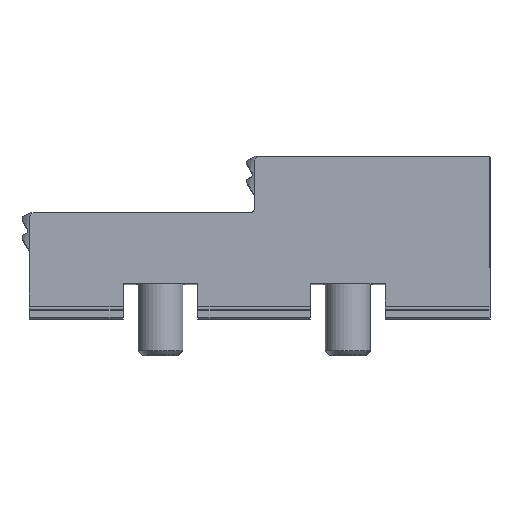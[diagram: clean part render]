
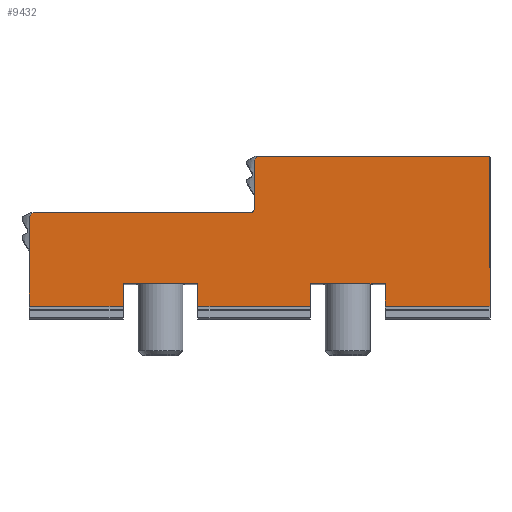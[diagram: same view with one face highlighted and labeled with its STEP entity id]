
A CAD part, top view. The second image highlights one B-rep face of the part: STEP entity #9432.
In plain terms, the highlighted planar face has unit normal (0, 0, 1).
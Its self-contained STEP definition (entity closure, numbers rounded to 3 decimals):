
#6668=CARTESIAN_POINT('',(59.,25.,160.0));
#6669=VERTEX_POINT('',#6668);
#6676=CARTESIAN_POINT('',(60.,26.,160.0));
#6677=VERTEX_POINT('',#6676);
#6678=CARTESIAN_POINT('',(59.,26.,160.0));
#6679=DIRECTION('',(0.0,0.0,1.0));
#6680=DIRECTION('',(0.707,-0.707,0.0));
#6681=AXIS2_PLACEMENT_3D('',#6678,#6679,#6680);
#6682=CIRCLE('',#6681,1.0);
#6683=EDGE_CURVE('',#6669,#6677,#6682,.T.);
#6808=CARTESIAN_POINT('',(1.,25.0,160.0));
#6809=VERTEX_POINT('',#6808);
#6816=CARTESIAN_POINT('',(1.0,25.0,160.0));
#6817=DIRECTION('',(1.0,0.0,0.0));
#6818=VECTOR('',#6817,58.0);
#6819=LINE('',#6816,#6818);
#6820=EDGE_CURVE('',#6809,#6669,#6819,.T.);
#7061=CARTESIAN_POINT('',(61.,40.,160.0));
#7062=VERTEX_POINT('',#7061);
#7069=CARTESIAN_POINT('',(123.,40.,160.0));
#7070=VERTEX_POINT('',#7069);
#7071=CARTESIAN_POINT('',(123.,40.,160.0));
#7072=DIRECTION('',(-1.0,0.0,0.0));
#7073=VECTOR('',#7072,62.);
#7074=LINE('',#7071,#7073);
#7075=EDGE_CURVE('',#7070,#7062,#7074,.T.);
#7281=CARTESIAN_POINT('',(60.,39.,160.0));
#7282=VERTEX_POINT('',#7281);
#7283=CARTESIAN_POINT('',(60.,26.,160.0));
#7284=DIRECTION('',(0.0,1.0,0.0));
#7285=VECTOR('',#7284,13.);
#7286=LINE('',#7283,#7285);
#7287=EDGE_CURVE('',#6677,#7282,#7286,.T.);
#7800=CARTESIAN_POINT('',(0.0,0.0,160.0));
#7801=VERTEX_POINT('',#7800);
#7808=CARTESIAN_POINT('',(0.,24.0,160.0));
#7809=VERTEX_POINT('',#7808);
#7810=CARTESIAN_POINT('',(0.0,0.0,160.0));
#7811=DIRECTION('',(0.0,1.0,0.0));
#7812=VECTOR('',#7811,24.0);
#7813=LINE('',#7810,#7812);
#7814=EDGE_CURVE('',#7801,#7809,#7813,.T.);
#7915=CARTESIAN_POINT('',(0.,24.,160.0));
#7916=DIRECTION('',(0.707,0.707,0.0));
#7917=VECTOR('',#7916,1.414);
#7918=LINE('',#7915,#7917);
#7919=EDGE_CURVE('',#7809,#6809,#7918,.T.);
#8500=CARTESIAN_POINT('',(95.0,0.0,160.0));
#8501=VERTEX_POINT('',#8500);
#8508=CARTESIAN_POINT('',(95.0,6.0,160.0));
#8509=VERTEX_POINT('',#8508);
#8510=CARTESIAN_POINT('',(95.0,6.0,160.0));
#8511=DIRECTION('',(0.0,-1.0,0.0));
#8512=VECTOR('',#8511,6.0);
#8513=LINE('',#8510,#8512);
#8514=EDGE_CURVE('',#8509,#8501,#8513,.T.);
#8622=CARTESIAN_POINT('',(75.,6.,160.0));
#8623=VERTEX_POINT('',#8622);
#8630=CARTESIAN_POINT('',(75.,0.0,160.0));
#8631=VERTEX_POINT('',#8630);
#8632=CARTESIAN_POINT('',(75.,0.0,160.0));
#8633=DIRECTION('',(0.0,1.0,0.0));
#8634=VECTOR('',#8633,6.);
#8635=LINE('',#8632,#8634);
#8636=EDGE_CURVE('',#8631,#8623,#8635,.T.);
#9111=CARTESIAN_POINT('',(123.0,0.,160.0));
#9112=VERTEX_POINT('',#9111);
#9119=CARTESIAN_POINT('',(123.0,0.,160.0));
#9120=DIRECTION('',(-1.0,0.0,0.0));
#9121=VECTOR('',#9120,28.0);
#9122=LINE('',#9119,#9121);
#9123=EDGE_CURVE('',#9112,#8501,#9122,.T.);
#9171=CARTESIAN_POINT('',(45.0,0.0,160.0));
#9172=VERTEX_POINT('',#9171);
#9179=CARTESIAN_POINT('',(45.0,6.,160.0));
#9180=VERTEX_POINT('',#9179);
#9181=CARTESIAN_POINT('',(45.0,0.0,160.0));
#9182=DIRECTION('',(0.0,1.0,0.0));
#9183=VECTOR('',#9182,6.);
#9184=LINE('',#9181,#9183);
#9185=EDGE_CURVE('',#9172,#9180,#9184,.T.);
#9223=CARTESIAN_POINT('',(75.0,0.,160.0));
#9224=DIRECTION('',(-1.0,0.0,0.0));
#9225=VECTOR('',#9224,30.0);
#9226=LINE('',#9223,#9225);
#9227=EDGE_CURVE('',#8631,#9172,#9226,.T.);
#9278=CARTESIAN_POINT('',(123.0,0.0,160.0));
#9279=DIRECTION('',(0.0,1.0,0.0));
#9280=VECTOR('',#9279,40.);
#9281=LINE('',#9278,#9280);
#9282=EDGE_CURVE('',#9112,#7070,#9281,.T.);
#9379=CARTESIAN_POINT('',(80.261,20.69,160.0));
#9380=DIRECTION('',(0.0,0.0,1.0));
#9381=DIRECTION('',(1.0,0.0,0.0));
#9382=AXIS2_PLACEMENT_3D('',#9379,#9380,#9381);
#9383=PLANE('',#9382);
#9384=ORIENTED_EDGE('',*,*,#9282,.T.);
#9385=ORIENTED_EDGE('',*,*,#7075,.T.);
#9386=CARTESIAN_POINT('',(60.,39.,160.0));
#9387=DIRECTION('',(0.707,0.707,0.0));
#9388=VECTOR('',#9387,1.414);
#9389=LINE('',#9386,#9388);
#9390=EDGE_CURVE('',#7282,#7062,#9389,.T.);
#9391=ORIENTED_EDGE('',*,*,#9390,.F.);
#9392=ORIENTED_EDGE('',*,*,#7287,.F.);
#9393=ORIENTED_EDGE('',*,*,#6683,.F.);
#9394=ORIENTED_EDGE('',*,*,#6820,.F.);
#9395=ORIENTED_EDGE('',*,*,#7919,.F.);
#9396=ORIENTED_EDGE('',*,*,#7814,.F.);
#9397=CARTESIAN_POINT('',(25.0,0.0,160.0));
#9398=VERTEX_POINT('',#9397);
#9399=CARTESIAN_POINT('',(25.0,0.0,160.0));
#9400=DIRECTION('',(-1.0,0.0,0.0));
#9401=VECTOR('',#9400,25.0);
#9402=LINE('',#9399,#9401);
#9403=EDGE_CURVE('',#9398,#7801,#9402,.T.);
#9404=ORIENTED_EDGE('',*,*,#9403,.F.);
#9405=CARTESIAN_POINT('',(25.,6.,160.0));
#9406=VERTEX_POINT('',#9405);
#9407=CARTESIAN_POINT('',(25.,6.,160.0));
#9408=DIRECTION('',(0.0,-1.0,0.0));
#9409=VECTOR('',#9408,6.);
#9410=LINE('',#9407,#9409);
#9411=EDGE_CURVE('',#9406,#9398,#9410,.T.);
#9412=ORIENTED_EDGE('',*,*,#9411,.F.);
#9413=CARTESIAN_POINT('',(45.0,6.,160.0));
#9414=DIRECTION('',(-1.0,0.0,0.0));
#9415=VECTOR('',#9414,20.);
#9416=LINE('',#9413,#9415);
#9417=EDGE_CURVE('',#9180,#9406,#9416,.T.);
#9418=ORIENTED_EDGE('',*,*,#9417,.F.);
#9419=ORIENTED_EDGE('',*,*,#9185,.F.);
#9420=ORIENTED_EDGE('',*,*,#9227,.F.);
#9421=ORIENTED_EDGE('',*,*,#8636,.T.);
#9422=CARTESIAN_POINT('',(75.,6.,160.0));
#9423=DIRECTION('',(1.0,0.0,0.0));
#9424=VECTOR('',#9423,20.);
#9425=LINE('',#9422,#9424);
#9426=EDGE_CURVE('',#8623,#8509,#9425,.T.);
#9427=ORIENTED_EDGE('',*,*,#9426,.T.);
#9428=ORIENTED_EDGE('',*,*,#8514,.T.);
#9429=ORIENTED_EDGE('',*,*,#9123,.F.);
#9430=EDGE_LOOP('',(#9384,#9385,#9391,#9392,#9393,#9394,#9395,#9396,#9404,#9412,#9418,#9419,#9420,#9421,#9427,#9428,#9429));
#9431=FACE_OUTER_BOUND('',#9430,.T.);
#9432=ADVANCED_FACE('',(#9431),#9383,.T.);
